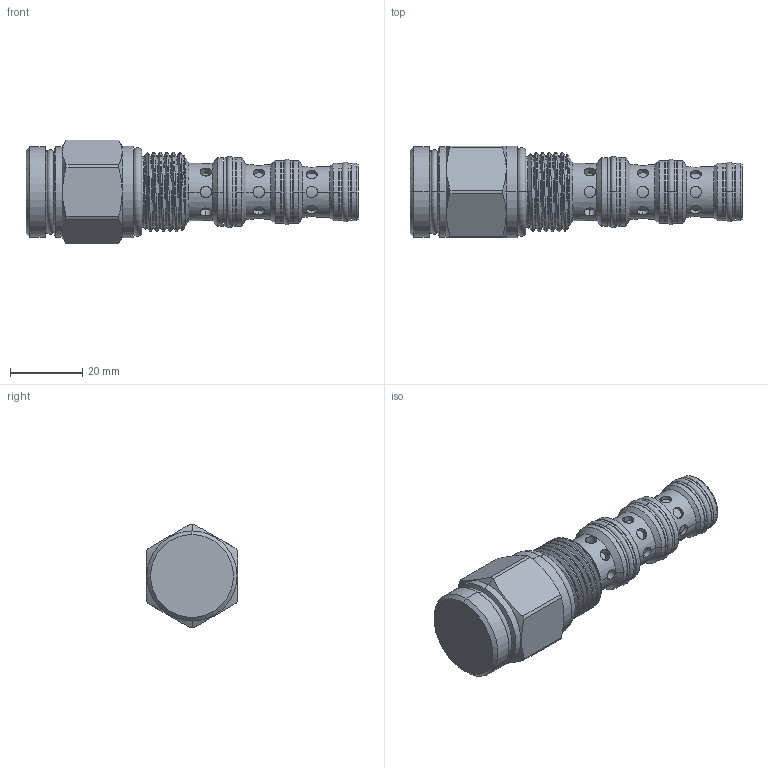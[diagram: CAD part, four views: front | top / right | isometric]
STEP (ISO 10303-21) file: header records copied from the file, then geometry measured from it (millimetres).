
FILE_DESCRIPTION (( 'STEP AP203' ), '1' );
FILE_NAME ('DD10W4S-N1.STEP', '2024-05-28T01:37:35', ( '' ), ( '' ), 'SwSTEP 2.0', 'SolidWorks 2018', '' );
FILE_SCHEMA (( 'CONFIG_CONTROL_DESIGN' ));
Length unit declared in the file: millimetre
Products named in the file (1): DD10W4S-N1
Bounding box: 92.15 x 25.4 x 28.8 mm (x, y, z)
Volume: 30366.8 mm3; surface area: 9490.5 mm2
Topology: 1 solids, 1 shells, 253 faces, 562 edges, 352 vertices
Faces by surface type: cylinder 167, cone 42, plane 31, torus 10, bspline 3
Entity records: 11088 total; most frequent: CARTESIAN_POINT 5576, ORIENTED_EDGE 1124, DIRECTION 1113, EDGE_CURVE 562, AXIS2_PLACEMENT_3D 462, VERTEX_POINT 352, EDGE_LOOP 294, ADVANCED_FACE 253
